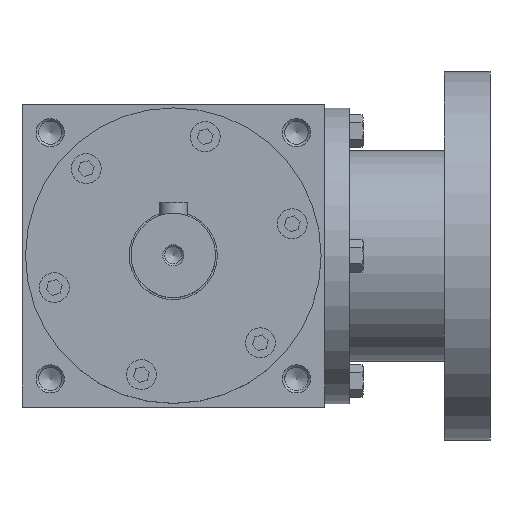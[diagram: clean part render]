
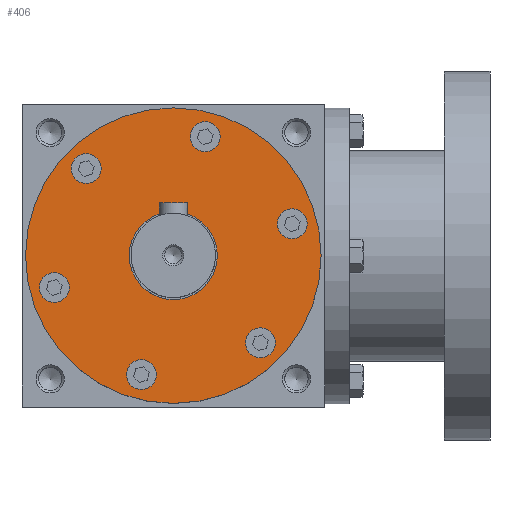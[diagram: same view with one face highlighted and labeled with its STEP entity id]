
A CAD part, top view. The second image highlights one B-rep face of the part: STEP entity #406.
In plain terms, the highlighted face is planar.
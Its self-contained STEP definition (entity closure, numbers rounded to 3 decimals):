
#406 = ADVANCED_FACE( '', ( #990, #991, #992, #993, #994, #995, #996, #997 ), #998, .F. );
#990 = FACE_OUTER_BOUND( '', #1983, .T. );
#991 = FACE_BOUND( '', #1984, .T. );
#992 = FACE_BOUND( '', #1985, .T. );
#993 = FACE_BOUND( '', #1986, .T. );
#994 = FACE_BOUND( '', #1987, .T. );
#995 = FACE_BOUND( '', #1988, .T. );
#996 = FACE_BOUND( '', #1989, .T. );
#997 = FACE_BOUND( '', #1990, .T. );
#998 = PLANE( '', #1991 );
#1983 = EDGE_LOOP( '', ( #2974 ) );
#1984 = EDGE_LOOP( '', ( #2975 ) );
#1985 = EDGE_LOOP( '', ( #2976 ) );
#1986 = EDGE_LOOP( '', ( #2977 ) );
#1987 = EDGE_LOOP( '', ( #2978 ) );
#1988 = EDGE_LOOP( '', ( #2979 ) );
#1989 = EDGE_LOOP( '', ( #2980 ) );
#1990 = EDGE_LOOP( '', ( #2981 ) );
#1991 = AXIS2_PLACEMENT_3D( '', #2982, #2983, #2984 );
#2974 = ORIENTED_EDGE( '', *, *, #5052, .F. );
#2975 = ORIENTED_EDGE( '', *, *, #5053, .T. );
#2976 = ORIENTED_EDGE( '', *, *, #5054, .T. );
#2977 = ORIENTED_EDGE( '', *, *, #5055, .T. );
#2978 = ORIENTED_EDGE( '', *, *, #5056, .T. );
#2979 = ORIENTED_EDGE( '', *, *, #5057, .T. );
#2980 = ORIENTED_EDGE( '', *, *, #5058, .T. );
#2981 = ORIENTED_EDGE( '', *, *, #5059, .T. );
#2982 = CARTESIAN_POINT( '', ( -58., 0., 0. ) );
#2983 = DIRECTION( '', ( 1., 0., 0. ) );
#2984 = DIRECTION( '', ( 0., 0., -1. ) );
#5052 = EDGE_CURVE( '', #5852, #5852, #5853, .T. );
#5053 = EDGE_CURVE( '', #5854, #5854, #5855, .T. );
#5054 = EDGE_CURVE( '', #5856, #5856, #5857, .T. );
#5055 = EDGE_CURVE( '', #5858, #5858, #5859, .T. );
#5056 = EDGE_CURVE( '', #5860, #5860, #5861, .T. );
#5057 = EDGE_CURVE( '', #5862, #5862, #5863, .T. );
#5058 = EDGE_CURVE( '', #5864, #5864, #5865, .T. );
#5059 = EDGE_CURVE( '', #5866, #5866, #5867, .T. );
#5852 = VERTEX_POINT( '', #7004 );
#5853 = CIRCLE( '', #7005, 42. );
#5854 = VERTEX_POINT( '', #7006 );
#5855 = CIRCLE( '', #7007, 4.25 );
#5856 = VERTEX_POINT( '', #7008 );
#5857 = CIRCLE( '', #7009, 4.25 );
#5858 = VERTEX_POINT( '', #7010 );
#5859 = CIRCLE( '', #7011, 4.25 );
#5860 = VERTEX_POINT( '', #7012 );
#5861 = CIRCLE( '', #7013, 4.25 );
#5862 = VERTEX_POINT( '', #7014 );
#5863 = CIRCLE( '', #7015, 4.25 );
#5864 = VERTEX_POINT( '', #7016 );
#5865 = CIRCLE( '', #7017, 4.25 );
#5866 = VERTEX_POINT( '', #7018 );
#5867 = CIRCLE( '', #7019, 12.5 );
#7004 = CARTESIAN_POINT( '', ( -58., 0., -42. ) );
#7005 = AXIS2_PLACEMENT_3D( '', #8505, #8506, #8507 );
#7006 = CARTESIAN_POINT( '', ( -58., 12.739, 31.682 ) );
#7007 = AXIS2_PLACEMENT_3D( '', #8508, #8509, #8510 );
#7008 = CARTESIAN_POINT( '', ( -58., -21.068, 26.874 ) );
#7009 = AXIS2_PLACEMENT_3D( '', #8511, #8512, #8513 );
#7010 = CARTESIAN_POINT( '', ( -58., -33.807, -4.809 ) );
#7011 = AXIS2_PLACEMENT_3D( '', #8514, #8515, #8516 );
#7012 = CARTESIAN_POINT( '', ( -58., -12.739, -31.682 ) );
#7013 = AXIS2_PLACEMENT_3D( '', #8517, #8518, #8519 );
#7014 = CARTESIAN_POINT( '', ( -58., 21.068, -26.874 ) );
#7015 = AXIS2_PLACEMENT_3D( '', #8520, #8521, #8522 );
#7016 = CARTESIAN_POINT( '', ( -58., 33.807, 4.809 ) );
#7017 = AXIS2_PLACEMENT_3D( '', #8523, #8524, #8525 );
#7018 = CARTESIAN_POINT( '', ( -58., 0., -12.5 ) );
#7019 = AXIS2_PLACEMENT_3D( '', #8526, #8527, #8528 );
#8505 = CARTESIAN_POINT( '', ( -58., 0., 0. ) );
#8506 = DIRECTION( '', ( 1., 0., 0. ) );
#8507 = DIRECTION( '', ( 0., 0., -1. ) );
#8508 = CARTESIAN_POINT( '', ( -58., 9.059, 33.807 ) );
#8509 = DIRECTION( '', ( 1., 0., 0. ) );
#8510 = DIRECTION( '', ( 0., 0.866, -0.5 ) );
#8511 = CARTESIAN_POINT( '', ( -58., -24.749, 24.749 ) );
#8512 = DIRECTION( '', ( 1., 0., 0. ) );
#8513 = DIRECTION( '', ( 0., 0.866, 0.5 ) );
#8514 = CARTESIAN_POINT( '', ( -58., -33.807, -9.059 ) );
#8515 = DIRECTION( '', ( 1., 0., 0. ) );
#8516 = DIRECTION( '', ( 0., 0., 1. ) );
#8517 = CARTESIAN_POINT( '', ( -58., -9.059, -33.807 ) );
#8518 = DIRECTION( '', ( 1., 0., 0. ) );
#8519 = DIRECTION( '', ( 0., -0.866, 0.5 ) );
#8520 = CARTESIAN_POINT( '', ( -58., 24.749, -24.749 ) );
#8521 = DIRECTION( '', ( 1., 0., 0. ) );
#8522 = DIRECTION( '', ( 0., -0.866, -0.5 ) );
#8523 = CARTESIAN_POINT( '', ( -58., 33.807, 9.059 ) );
#8524 = DIRECTION( '', ( 1., 0., 0. ) );
#8525 = DIRECTION( '', ( 0., 0., -1. ) );
#8526 = CARTESIAN_POINT( '', ( -58., 0., 0. ) );
#8527 = DIRECTION( '', ( 1., 0., 0. ) );
#8528 = DIRECTION( '', ( 0., 0., -1. ) );
